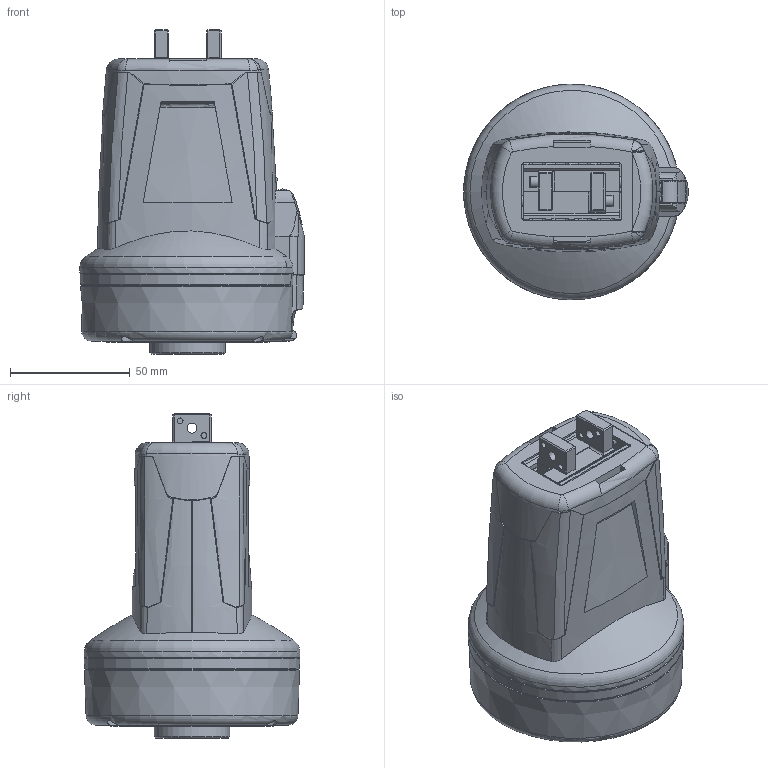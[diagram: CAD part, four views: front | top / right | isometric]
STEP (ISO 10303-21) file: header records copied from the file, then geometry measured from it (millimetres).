
FILE_DESCRIPTION(/* description */ ('STEP AP214'),/* implementation_level */ '2;1');
FILE_NAME(/* name */ 'SCHUNK- 1468548 Co-act EGP-C 40-N-N-GoFa_ 0',/* time_stamp */ '2023-01-26T10:25:03+01:00',/* author */ ('License CC BY-ND 4.0'),/* organization */ ('CADENAS'),/* preprocessor_version */ 'ST-DEVELOPER v18.102',/* originating_system */ 'PARTsolutions',/* authorisation */ ' ');
FILE_SCHEMA (('AUTOMOTIVE_DESIGN {1 0 10303 214 3 1 1}'));
Length unit declared in the file: millimetre
Products named in the file (11): SCHUNK- 1468548 Co-act EGP-C 40-N-N-GoFa, 0; SCHUNK-9905502 Typenschild 9x24x0.3; SCHUNK-5509536 Huelse MPG 40; SCHUNK-9962713 Bracket MPG 40; SCHUNK-9965221-Scheibe D4_5; SCHUNK-5521119 Finger EGP 40; SCHUNK-9700901 Halter fuer NHS Du 4; SCHUNK-SNT016581 Stecker EGP; SCHUNK-5521120 Gehaeuse EGP 40; SCHUNK-1013180-ISO-1-50-M6 Universalflansch Co-act-EGP-C; Co-act EGP-C 40 Modell 1
Assembly tree (18 placements, depth 2):
  SCHUNK- 1468548 Co-act EGP-C 40-N-N-GoFa, 0
    SCHUNK-9905502 Typenschild 9x24x0.3  x2
    SCHUNK-5509536 Huelse MPG 40
    SCHUNK-9962713 Bracket MPG 40  x4
    SCHUNK-9965221-Scheibe D4_5  x3
    SCHUNK-5521119 Finger EGP 40  x2
    SCHUNK-9700901 Halter fuer NHS Du 4  x2
    SCHUNK-SNT016581 Stecker EGP
    SCHUNK-5521120 Gehaeuse EGP 40
    SCHUNK-1013180-ISO-1-50-M6 Universalflansch Co-act-EGP-C
    Co-act EGP-C 40 Modell 1
Bounding box: 93.75 x 90.08 x 135.45 mm (x, y, z)
Volume: 436340.2 mm3; surface area: 101824.9 mm2
Topology: 18 solids, 18 shells, 1580 faces, 4219 edges, 2777 vertices
Faces by surface type: plane 943, cylinder 473, cone 95, torus 55, sphere 10, bspline 4
Full cylindrical faces by diameter (mm): 1 x4, 1.344 x2, 2 x2, 2.013 x12, 2.3 x2, 2.459 x2, 2.5 x9, 2.8 x8, 3.242 x8, 3.5 x3, 4 x4, 4.134 x2, 4.5 x15, 4.6 x1, 5 x8, 5.5 x4, 5.8 x1, 5.95 x2, 6 x10, 6.4 x1, 6.6 x4, 6.8 x1, 7.2 x1, 8 x1, 11 x4, 12.974 x2, 13.374 x2, 28 x1, 31.5 x1, 68 x1
Entity records: 49059 total; most frequent: CARTESIAN_POINT 8085, DIRECTION 6663, ORIENTED_EDGE 6628, EDGE_CURVE 3314, AXIS2_PLACEMENT_3D 2350, VERTEX_POINT 2278, LINE 1963, VECTOR 1963
